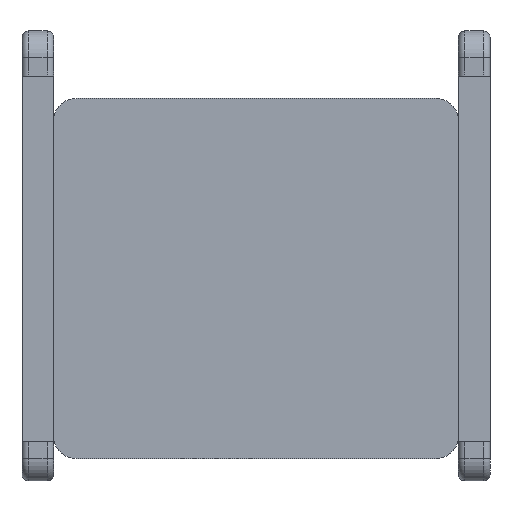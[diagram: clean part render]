
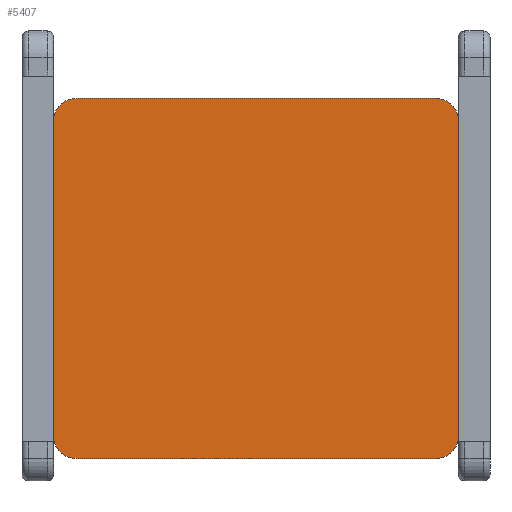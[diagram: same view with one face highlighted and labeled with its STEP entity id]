
A CAD part, front view. The second image highlights one B-rep face of the part: STEP entity #5407.
In plain terms, the highlighted planar face has unit normal (0, -1, 0).
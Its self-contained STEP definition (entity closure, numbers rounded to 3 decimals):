
#120=PLANE('',#5788);
#316=FACE_OUTER_BOUND('',#654,.T.);
#654=EDGE_LOOP('',(#3713,#3714,#3715,#3716,#3717,#3718,#3719,#3720));
#987=LINE('',#8099,#1535);
#991=LINE('',#8111,#1539);
#995=LINE('',#8123,#1543);
#999=LINE('',#8134,#1547);
#1535=VECTOR('',#6369,350.);
#1539=VECTOR('',#6381,400.);
#1543=VECTOR('',#6393,350.);
#1547=VECTOR('',#6405,400.);
#2081=CIRCLE('',#5768,25.);
#2083=CIRCLE('',#5772,25.);
#2085=CIRCLE('',#5776,25.);
#2087=CIRCLE('',#5780,25.);
#2330=VERTEX_POINT('',#8089);
#2331=VERTEX_POINT('',#8090);
#2334=VERTEX_POINT('',#8098);
#2336=VERTEX_POINT('',#8104);
#2338=VERTEX_POINT('',#8110);
#2340=VERTEX_POINT('',#8116);
#2342=VERTEX_POINT('',#8122);
#2344=VERTEX_POINT('',#8128);
#2850=EDGE_CURVE('',#2330,#2331,#2081,.T.);
#2854=EDGE_CURVE('',#2331,#2334,#987,.T.);
#2857=EDGE_CURVE('',#2336,#2334,#2083,.T.);
#2860=EDGE_CURVE('',#2338,#2336,#991,.T.);
#2863=EDGE_CURVE('',#2340,#2338,#2085,.T.);
#2866=EDGE_CURVE('',#2342,#2340,#995,.T.);
#2869=EDGE_CURVE('',#2342,#2344,#2087,.T.);
#2872=EDGE_CURVE('',#2344,#2330,#999,.T.);
#3713=ORIENTED_EDGE('',*,*,#2850,.F.);
#3714=ORIENTED_EDGE('',*,*,#2872,.F.);
#3715=ORIENTED_EDGE('',*,*,#2869,.F.);
#3716=ORIENTED_EDGE('',*,*,#2866,.T.);
#3717=ORIENTED_EDGE('',*,*,#2863,.T.);
#3718=ORIENTED_EDGE('',*,*,#2860,.T.);
#3719=ORIENTED_EDGE('',*,*,#2857,.T.);
#3720=ORIENTED_EDGE('',*,*,#2854,.F.);
#5407=ADVANCED_FACE('',(#316),#120,.F.);
#5768=AXIS2_PLACEMENT_3D('',#8091,#6361,#6362);
#5772=AXIS2_PLACEMENT_3D('',#8105,#6374,#6375);
#5776=AXIS2_PLACEMENT_3D('',#8117,#6386,#6387);
#5780=AXIS2_PLACEMENT_3D('',#8129,#6398,#6399);
#5788=AXIS2_PLACEMENT_3D('',#8153,#6421,#6422);
#6361=DIRECTION('center_axis',(0.,1.,0.));
#6362=DIRECTION('ref_axis',(0.,0.,1.));
#6369=DIRECTION('',(0.,0.,1.));
#6374=DIRECTION('center_axis',(0.,-1.,0.));
#6375=DIRECTION('ref_axis',(0.,0.,-1.));
#6381=DIRECTION('',(-1.,0.,0.));
#6386=DIRECTION('center_axis',(0.,-1.,0.));
#6387=DIRECTION('ref_axis',(0.,0.,-1.));
#6393=DIRECTION('',(0.,0.,1.));
#6398=DIRECTION('center_axis',(0.,1.,0.));
#6399=DIRECTION('ref_axis',(0.,0.,1.));
#6405=DIRECTION('',(-1.,0.,0.));
#6421=DIRECTION('center_axis',(0.,1.,0.));
#6422=DIRECTION('ref_axis',(0.,0.,1.));
#8089=CARTESIAN_POINT('',(-200.,100.,-225.));
#8090=CARTESIAN_POINT('',(-225.,100.,-200.));
#8091=CARTESIAN_POINT('Origin',(-200.,100.,-200.));
#8098=CARTESIAN_POINT('',(-225.,100.,150.));
#8099=CARTESIAN_POINT('',(-225.,100.,-200.));
#8104=CARTESIAN_POINT('',(-200.,100.,175.));
#8105=CARTESIAN_POINT('Origin',(-200.,100.,150.));
#8110=CARTESIAN_POINT('',(200.,100.,175.));
#8111=CARTESIAN_POINT('',(200.,100.,175.));
#8116=CARTESIAN_POINT('',(225.,100.,150.));
#8117=CARTESIAN_POINT('Origin',(200.,100.,150.));
#8122=CARTESIAN_POINT('',(225.,100.,-200.));
#8123=CARTESIAN_POINT('',(225.,100.,-200.));
#8128=CARTESIAN_POINT('',(200.,100.,-225.));
#8129=CARTESIAN_POINT('Origin',(200.,100.,-200.));
#8134=CARTESIAN_POINT('',(200.,100.,-225.));
#8153=CARTESIAN_POINT('Origin',(-200.,100.,-200.));
